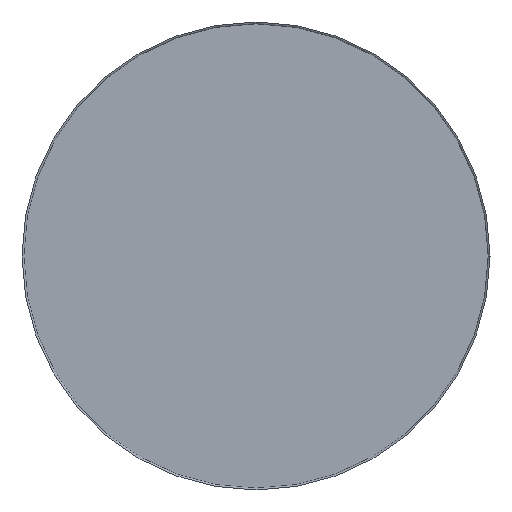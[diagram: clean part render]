
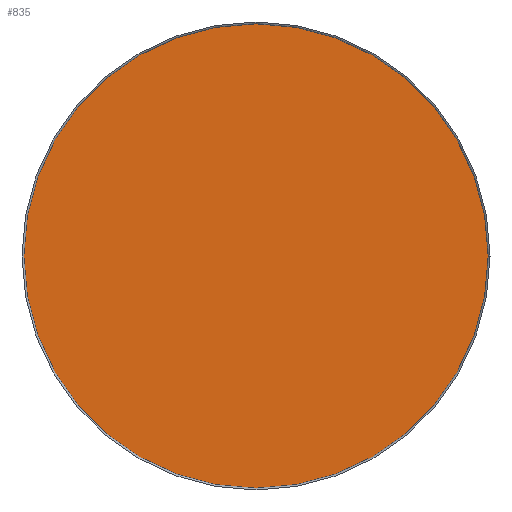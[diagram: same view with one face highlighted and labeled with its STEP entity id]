
A CAD part, front view. The second image highlights one B-rep face of the part: STEP entity #835.
In plain terms, the highlighted face is planar.
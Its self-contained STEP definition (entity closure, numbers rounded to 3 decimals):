
#187=PLANE('',#898);
#232=FACE_OUTER_BOUND('',#290,.T.);
#290=EDGE_LOOP('',(#574));
#352=CIRCLE('',#896,251.75);
#392=VERTEX_POINT('',#1286);
#458=EDGE_CURVE('',#392,#392,#352,.T.);
#574=ORIENTED_EDGE('',*,*,#458,.T.);
#835=ADVANCED_FACE('',(#232),#187,.T.);
#896=AXIS2_PLACEMENT_3D('',#1287,#1004,#1005);
#898=AXIS2_PLACEMENT_3D('',#1289,#1008,#1009);
#1004=DIRECTION('center_axis',(0.,0.,-1.));
#1005=DIRECTION('ref_axis',(-1.,0.,0.));
#1008=DIRECTION('center_axis',(0.,0.,-1.));
#1009=DIRECTION('ref_axis',(-1.,0.,0.));
#1286=CARTESIAN_POINT('',(251.75,0.,0.));
#1287=CARTESIAN_POINT('Origin',(0.,0.,0.));
#1289=CARTESIAN_POINT('Origin',(0.,0.,0.));
